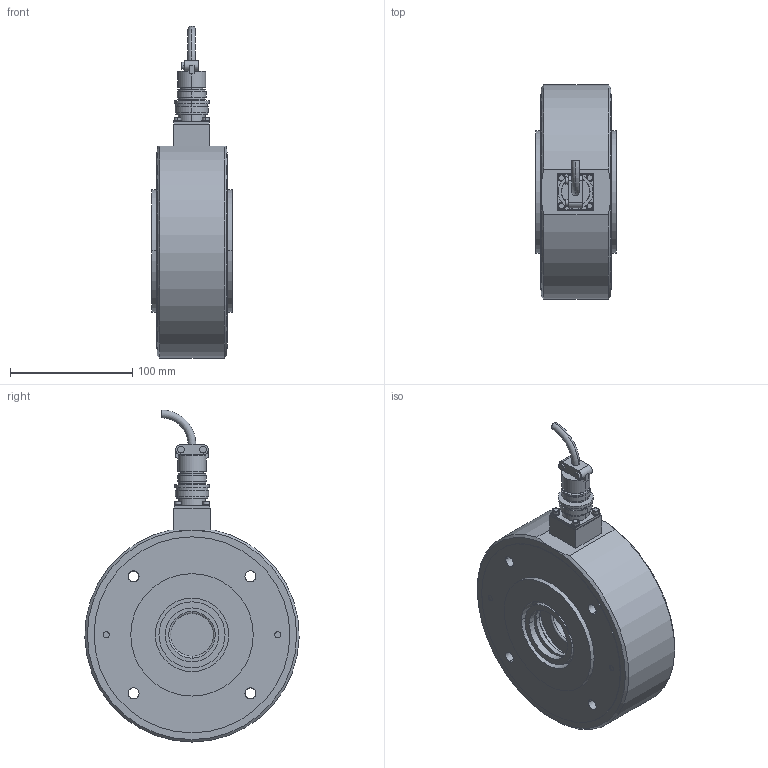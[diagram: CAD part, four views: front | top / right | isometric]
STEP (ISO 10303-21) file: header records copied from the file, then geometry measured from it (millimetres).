
FILE_DESCRIPTION((''),'2;1');
FILE_NAME('50006.stp','2007-01-12T14:26:55',(''),(''),'Mechanical Desktop 2007','Mechanical Desktop 2007',', , ');
FILE_SCHEMA(('CONFIG_CONTROL_DESIGN'));
Length unit declared in the file: millimetre
Products named in the file (30): L50006; L4857104; TEIL1AA; L48573; TEIL1; L49015; ~TEIL1; L49026; TEIL1AAA; ZYLSTIFT10X36A; ZYLSTIFT10X36; ZYLSTIFT8X36; ZYLSTIFT8X36A; I-6KT_SCHRAUBE_M3X25A; I-6KT_SCHRAUBE_M3X25; I-6KT_SCHRAUBE_M6X50NKA; I-6KT_SCHRAUBE_M6X50NK; FEDERRING_M3A; FEDERRING_M3; SICHERUNGSRING_J80; SICHERUNGSRING_J80A; V_RING_V45AA; V_RING_V45A; L4340401; TEIL1A; FLANSCHDOSE_14S-2P_4-POLIG; FLANSCHDOSE_14S-2P_4-POLIGA; PENDELKUGELLAGER_1307TVA; PENDELKUGELLAGER_1307TV; RM_SDB
Assembly tree (39 placements, depth 3):
  L50006
    L4857104
      TEIL1AA
    L48573
      TEIL1
    L49015
      ~TEIL1
    L49026
      TEIL1AAA
    ZYLSTIFT10X36A
      ZYLSTIFT10X36
    ZYLSTIFT8X36
      ZYLSTIFT8X36A
    I-6KT_SCHRAUBE_M3X25A  x4
      I-6KT_SCHRAUBE_M3X25
    I-6KT_SCHRAUBE_M6X50NKA  x2
      I-6KT_SCHRAUBE_M6X50NK
    FEDERRING_M3A  x4
      FEDERRING_M3
    SICHERUNGSRING_J80
      SICHERUNGSRING_J80A
    V_RING_V45AA
      V_RING_V45A
    L4340401  x2
      TEIL1A
    FLANSCHDOSE_14S-2P_4-POLIG
      FLANSCHDOSE_14S-2P_4-POLIGA
    PENDELKUGELLAGER_1307TVA
      PENDELKUGELLAGER_1307TV
    RM_SDB  x3
Bounding box: 65.9 x 174.96 x 271.15 mm (x, y, z)
Volume: 1284843 mm3; surface area: 270555.7 mm2
Topology: 22 solids, 22 shells, 395 faces, 914 edges, 602 vertices
Faces by surface type: cylinder 235, plane 102, cone 32, torus 22, sphere 2, bspline 2
Entity records: 10026 total; most frequent: DIRECTION 1878, CARTESIAN_POINT 1727, ORIENTED_EDGE 1448, AXIS2_PLACEMENT_3D 807, EDGE_CURVE 724, VERTEX_POINT 478, CIRCLE 456, EDGE_LOOP 436
